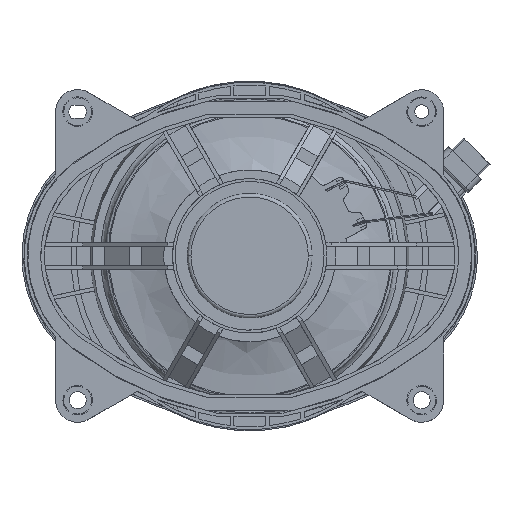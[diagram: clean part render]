
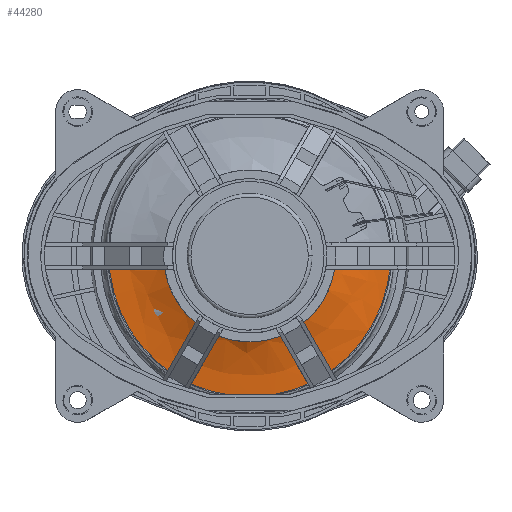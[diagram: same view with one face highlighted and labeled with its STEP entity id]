
A CAD part, top view. The second image highlights one B-rep face of the part: STEP entity #44280.
In plain terms, the highlighted free-form (B-spline) face has degree [3, 3] with [7, 4] control points.
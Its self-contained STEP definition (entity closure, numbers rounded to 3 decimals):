
#44216 = EDGE_CURVE('',#44217,#44219,#44221,.T.);
#44217 = VERTEX_POINT('',#44218);
#44218 = CARTESIAN_POINT('',(-73.377,2.26,
    -70.63));
#44219 = VERTEX_POINT('',#44220);
#44220 = CARTESIAN_POINT('',(-12.914,0.398,
    -38.679));
#44221 = ( BOUNDED_CURVE() B_SPLINE_CURVE(2,(#44222,#44223,#44224),
.UNSPECIFIED.,.F.,.F.) B_SPLINE_CURVE_WITH_KNOTS((3,3),(0.,
0.926),.PIECEWISE_BEZIER_KNOTS.) CURVE() 
GEOMETRIC_REPRESENTATION_ITEM() RATIONAL_B_SPLINE_CURVE((1.,
0.895,1.)) REPRESENTATION_ITEM('') );
#44222 = CARTESIAN_POINT('',(-73.377,2.26,
    -70.63));
#44223 = CARTESIAN_POINT('',(-35.172,1.083,
    -69.758));
#44224 = CARTESIAN_POINT('',(-12.914,0.398,
    -38.679));
#44227 = VERTEX_POINT('',#44228);
#44228 = CARTESIAN_POINT('',(73.377,-2.26,
    -70.63));
#44236 = EDGE_CURVE('',#44227,#44237,#44239,.T.);
#44237 = VERTEX_POINT('',#44238);
#44238 = CARTESIAN_POINT('',(12.914,-0.398,
    -38.679));
#44239 = ( BOUNDED_CURVE() B_SPLINE_CURVE(2,(#44240,#44241,#44242),
.UNSPECIFIED.,.F.,.F.) B_SPLINE_CURVE_WITH_KNOTS((3,3),(0.,
0.926),.PIECEWISE_BEZIER_KNOTS.) CURVE() 
GEOMETRIC_REPRESENTATION_ITEM() RATIONAL_B_SPLINE_CURVE((1.,
0.895,1.)) REPRESENTATION_ITEM('') );
#44240 = CARTESIAN_POINT('',(73.377,-2.26,
    -70.63));
#44241 = CARTESIAN_POINT('',(35.172,-1.083,
    -69.758));
#44242 = CARTESIAN_POINT('',(12.914,-0.398,
    -38.679));
#44280 = ADVANCED_FACE('',(#44281),#44301,.F.);
#44281 = FACE_BOUND('',#44282,.F.);
#44282 = EDGE_LOOP('',(#44283,#44284,#44292,#44293));
#44283 = ORIENTED_EDGE('',*,*,#44216,.T.);
#44284 = ORIENTED_EDGE('',*,*,#44285,.T.);
#44285 = EDGE_CURVE('',#44219,#44237,#44286,.T.);
#44286 = ( BOUNDED_CURVE() B_SPLINE_CURVE(2,(#44287,#44288,#44289,#44290
,#44291),.UNSPECIFIED.,.F.,.F.) B_SPLINE_CURVE_WITH_KNOTS((3,2,3),(0.,
1.571,3.142),.PIECEWISE_BEZIER_KNOTS.) CURVE() 
GEOMETRIC_REPRESENTATION_ITEM() RATIONAL_B_SPLINE_CURVE((1.,
0.707,1.,0.707,1.)) REPRESENTATION_ITEM('') );
#44287 = CARTESIAN_POINT('',(-12.914,0.398,
    -38.679));
#44288 = CARTESIAN_POINT('',(-13.312,-12.516,
    -38.679));
#44289 = CARTESIAN_POINT('',(-0.398,-12.914,
    -38.679));
#44290 = CARTESIAN_POINT('',(12.516,-13.312,
    -38.679));
#44291 = CARTESIAN_POINT('',(12.914,-0.398,
    -38.679));
#44292 = ORIENTED_EDGE('',*,*,#44236,.F.);
#44293 = ORIENTED_EDGE('',*,*,#44294,.F.);
#44294 = EDGE_CURVE('',#44217,#44227,#44295,.T.);
#44295 = ( BOUNDED_CURVE() B_SPLINE_CURVE(2,(#44296,#44297,#44298,#44299
,#44300),.UNSPECIFIED.,.F.,.F.) B_SPLINE_CURVE_WITH_KNOTS((3,2,3),(0.,
1.571,3.142),.PIECEWISE_BEZIER_KNOTS.) CURVE() 
GEOMETRIC_REPRESENTATION_ITEM() RATIONAL_B_SPLINE_CURVE((1.,
0.707,1.,0.707,1.)) REPRESENTATION_ITEM('') );
#44296 = CARTESIAN_POINT('',(-73.377,2.26,
    -70.63));
#44297 = CARTESIAN_POINT('',(-75.637,-71.117,
    -70.63));
#44298 = CARTESIAN_POINT('',(-2.26,-73.377,
    -70.63));
#44299 = CARTESIAN_POINT('',(71.117,-75.637,
    -70.63));
#44300 = CARTESIAN_POINT('',(73.377,-2.26,
    -70.63));
#44301 = ( BOUNDED_SURFACE() B_SPLINE_SURFACE(3,3,(
    (#44302,#44303,#44304,#44305)
    ,(#44306,#44307,#44308,#44309)
    ,(#44310,#44311,#44312,#44313)
    ,(#44314,#44315,#44316,#44317)
    ,(#44318,#44319,#44320,#44321)
    ,(#44322,#44323,#44324,#44325)
    ,(#44326,#44327,#44328,#44329
)),.UNSPECIFIED.,.F.,.F.,.F.) B_SPLINE_SURFACE_WITH_KNOTS((4,3,4),(4,4),
  (0.,1.,2.),(0.,1.),.PIECEWISE_BEZIER_KNOTS.) 
GEOMETRIC_REPRESENTATION_ITEM() RATIONAL_B_SPLINE_SURFACE((
    (1.259,1.163,1.163,1.259)
    ,(0.994,0.919,0.919,0.994)
    ,(0.994,0.919,0.919,0.994)
    ,(1.259,1.163,1.163,1.259)
    ,(0.994,0.919,0.919,0.994)
    ,(0.994,0.919,0.919,0.994)
    ,(1.259,1.163,1.163,1.259
))) REPRESENTATION_ITEM('') SURFACE() );
#44302 = CARTESIAN_POINT('',(-12.052,1.132,
    -37.519));
#44303 = CARTESIAN_POINT('',(-26.503,2.488,
    -58.59));
#44304 = CARTESIAN_POINT('',(-49.028,4.604,
    -70.54));
#44305 = CARTESIAN_POINT('',(-74.502,6.995,
    -70.649));
#44306 = CARTESIAN_POINT('',(-12.748,-6.285,
    -37.519));
#44307 = CARTESIAN_POINT('',(-28.034,-13.821,
    -58.59));
#44308 = CARTESIAN_POINT('',(-51.861,-25.568,
    -70.54));
#44309 = CARTESIAN_POINT('',(-78.807,-38.853,
    -70.649));
#44310 = CARTESIAN_POINT('',(-7.818,-11.87,
    -37.519));
#44311 = CARTESIAN_POINT('',(-17.193,-26.102,
    -58.59));
#44312 = CARTESIAN_POINT('',(-31.806,-48.287,
    -70.54));
#44313 = CARTESIAN_POINT('',(-48.332,-73.377,
    -70.649));
#44314 = CARTESIAN_POINT('',(-0.373,-12.099,
    -37.519));
#44315 = CARTESIAN_POINT('',(-0.819,-26.607,
    -58.59));
#44316 = CARTESIAN_POINT('',(-1.516,-49.22,
    -70.54));
#44317 = CARTESIAN_POINT('',(-2.304,-74.794,
    -70.649));
#44318 = CARTESIAN_POINT('',(7.073,-12.328,
    -37.519));
#44319 = CARTESIAN_POINT('',(15.554,-27.111,
    -58.59));
#44320 = CARTESIAN_POINT('',(28.774,-50.153,
    -70.54));
#44321 = CARTESIAN_POINT('',(43.725,-76.212,
    -70.649));
#44322 = CARTESIAN_POINT('',(12.337,-7.058,
    -37.519));
#44323 = CARTESIAN_POINT('',(27.13,-15.52,
    -58.59));
#44324 = CARTESIAN_POINT('',(50.189,-28.711,
    -70.54));
#44325 = CARTESIAN_POINT('',(76.267,-43.629,
    -70.649));
#44326 = CARTESIAN_POINT('',(12.099,0.388,
    -37.519));
#44327 = CARTESIAN_POINT('',(26.605,0.853,
    -58.59));
#44328 = CARTESIAN_POINT('',(49.218,1.578,
    -70.54));
#44329 = CARTESIAN_POINT('',(74.791,2.397,
    -70.649));
